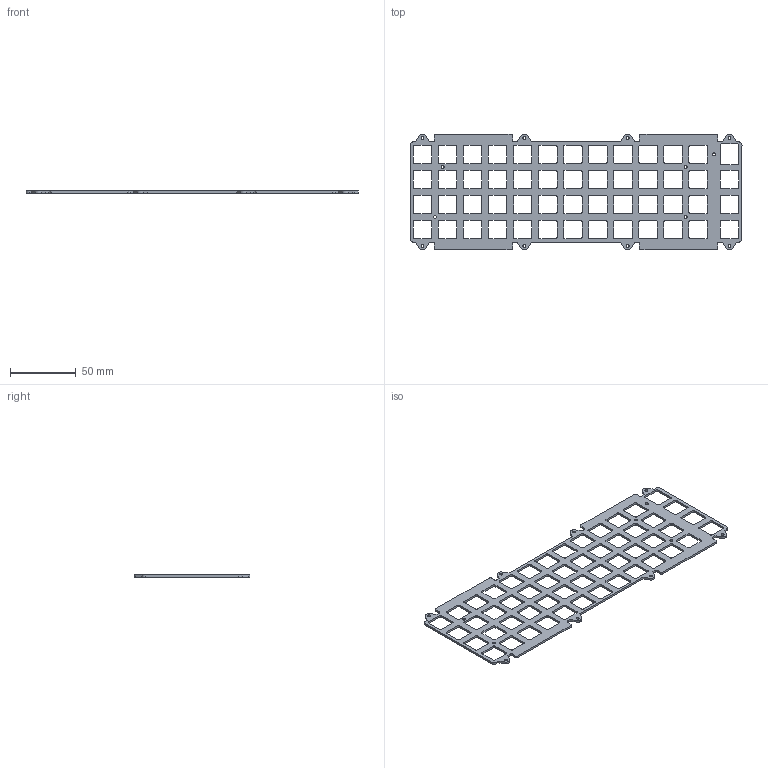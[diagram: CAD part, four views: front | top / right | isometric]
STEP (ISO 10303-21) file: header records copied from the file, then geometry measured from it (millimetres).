
FILE_DESCRIPTION(('KiCad electronic assembly'),'2;1');
FILE_NAME('lucy_plate_hs_b.step','2022-06-12T16:12:42',('Pcbnew'),( 'Kicad'),'Open CASCADE STEP processor 7.6','KiCad to STEP converter' ,'Unknown');
FILE_SCHEMA(('AUTOMOTIVE_DESIGN { 1 0 10303 214 1 1 1 1 }'));
Length unit declared in the file: millimetre
Products named in the file (2): lucy_plate_hs_b 1; plate PCB
Assembly tree (1 placements, depth 2):
  lucy_plate_hs_b 1
    plate PCB
Bounding box: 252.41 x 88.11 x 1.6 mm (x, y, z)
Volume: 17197.6 mm3; surface area: 27349.1 mm2
Topology: 1 solids, 1 shells, 503 faces, 1503 edges, 1002 vertices
Faces by surface type: plane 254, cylinder 249
Full cylindrical faces by diameter (mm): 2.2 x13
Entity records: 38395 total; most frequent: CARTESIAN_POINT 9004, DIRECTION 5519, LINE 3513, VECTOR 3513, ORIENTED_EDGE 3006, PCURVE 3006, DEFINITIONAL_REPRESENTATION 3006, EDGE_CURVE 1503
